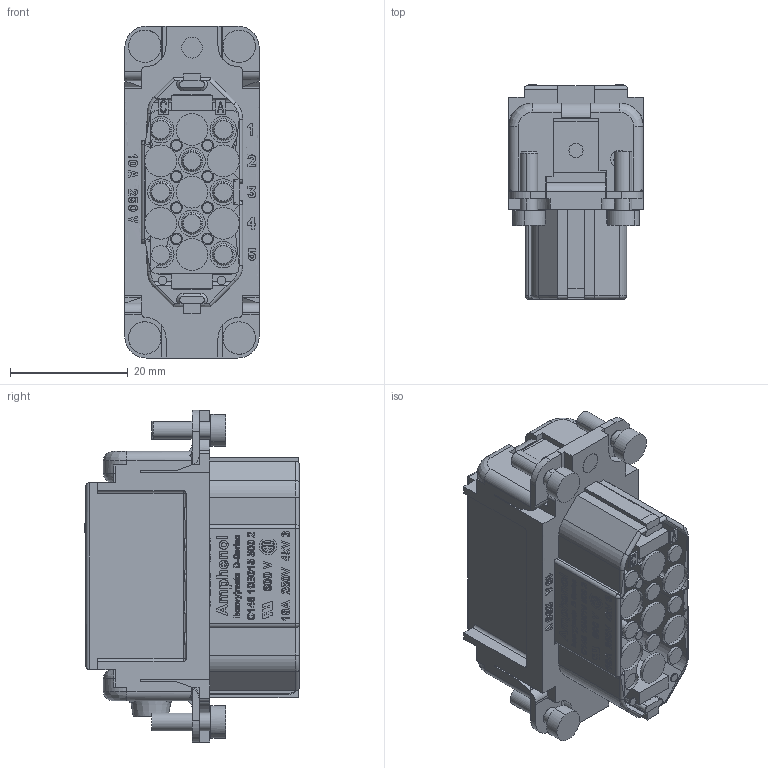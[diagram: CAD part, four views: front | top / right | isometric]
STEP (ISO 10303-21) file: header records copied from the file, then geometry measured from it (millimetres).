
FILE_DESCRIPTION(/* description */ (''),/* implementation_level */ '2;1');
FILE_NAME(/* name */ 'c146 10b015 500 2nxc001-04_214.stp',/* time_stamp */ '2022-09-19T18:30:37+02:00',/* author */ (''),/* organization */ (''),/* preprocessor_version */ 'ST-DEVELOPER v18.1',/* originating_system */ 'SIEMENS PLM Software NX 2000',/* authorisation */ '');
FILE_SCHEMA (('AUTOMOTIVE_DESIGN { 1 0 10303 214 3 1 1 1 }'));
Products named in the file (16): c146 n12 000 e2nxm001-03; n 03 035 0002nxm001-00; n 05 035 0001nxm001-00; n 03 030 0040nxm001-02; CSA-Logo_03-01; UL-Logo_1.7-01; c146 n11 000 e2nxm001-03; c146 e21 540 e2nxm001-06; c146 e22 540 e2nxm001-06_56109ID; c146 n10 040 e2nxm001-03; c146 n12 021 e2nxm001-03; c146 n07 000 g2nxm001-01; c146 n11 021 e2nxm001-02; c146 n08 000 g2nxm001-02; c146 10b015 500 2nxm001-04; c146 10b015 500 2nxc001-04
Assembly tree (21 placements, depth 5):
  c146 10b015 500 2nxc001-04
    c146 10b015 500 2nxm001-04
      c146 n08 000 g2nxm001-02
        c146 n11 021 e2nxm001-02
          c146 n11 000 e2nxm001-03
        n 03 030 0040nxm001-02  x2
      c146 n07 000 g2nxm001-01
        c146 n12 021 e2nxm001-03
          c146 n12 000 e2nxm001-03
        n 03 030 0040nxm001-02  x2
        n 05 035 0001nxm001-00
        n 03 035 0002nxm001-00
      c146 n10 040 e2nxm001-03  x2
      c146 e22 540 e2nxm001-06_56109ID
      c146 e21 540 e2nxm001-06
      c146 n11 000 e2nxm001-03  x2
      UL-Logo_1.7-01
      CSA-Logo_03-01
Bounding box: 22.8 x 36.4 x 56.33 mm (x, y, z)
Volume: 25909.2 mm3; surface area: 17273.5 mm2
Topology: 9 solids, 33 shells, 1898 faces, 4795 edges, 3131 vertices
Faces by surface type: plane 1247, cylinder 380, extrusion 192, cone 57, bspline 14, sphere 8
Full cylindrical faces by diameter (mm): 1.5 x2, 1.7 x8, 2 x8, 2.403 x3, 2.6 x15, 2.85 x8, 3 x5, 3.05 x23, 3.2 x8, 3.5 x1, 3.6 x15, 4.5 x22, 4.6 x7, 5.4 x7
Entity records: 66482 total; most frequent: CARTESIAN_POINT 17243, ORIENTED_EDGE 8698, DIRECTION 7368, EDGE_CURVE 4349, VERTEX_POINT 2945, VECTOR 2658, LINE 2466, AXIS2_PLACEMENT_3D 2355
